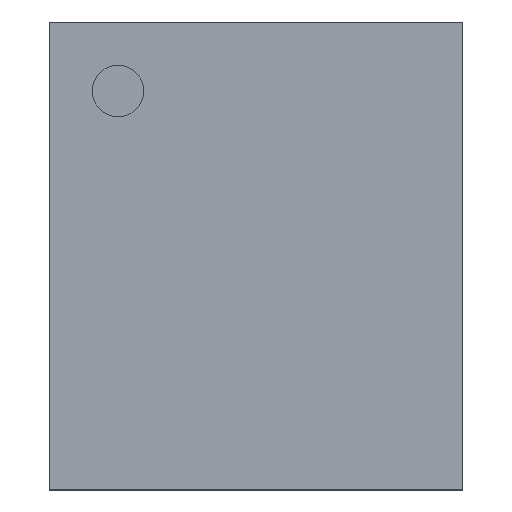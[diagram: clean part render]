
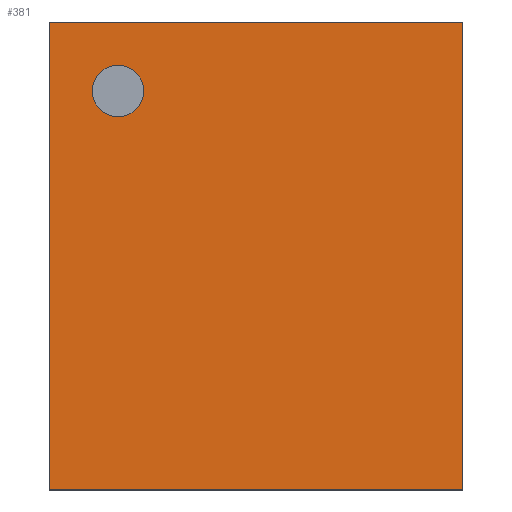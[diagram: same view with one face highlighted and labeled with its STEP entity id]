
A CAD part, top view. The second image highlights one B-rep face of the part: STEP entity #381.
In plain terms, the highlighted planar face has unit normal (0, 0, 1).
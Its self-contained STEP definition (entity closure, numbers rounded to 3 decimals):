
#157=DIRECTION('',(0.,-1.,0.));
#158=VECTOR('',#157,13.);
#159=CARTESIAN_POINT('',(0.,13.,0.8));
#160=LINE('',#159,#158);
#185=DIRECTION('',(0.,-1.,0.));
#186=VECTOR('',#185,13.);
#187=CARTESIAN_POINT('',(11.5,13.,0.8));
#188=LINE('',#187,#186);
#199=DIRECTION('',(-1.,0.,0.));
#200=VECTOR('',#199,11.5);
#201=CARTESIAN_POINT('',(11.5,13.,0.8));
#202=LINE('',#201,#200);
#206=DIRECTION('',(1.,0.,0.));
#207=VECTOR('',#206,11.5);
#208=CARTESIAN_POINT('',(0.,0.,0.8));
#209=LINE('',#208,#207);
#213=CARTESIAN_POINT('',(1.917,11.083,0.8));
#214=DIRECTION('',(0.,0.,-1.));
#215=DIRECTION('',(1.,0.,0.));
#216=AXIS2_PLACEMENT_3D('',#213,#214,#215);
#221=CARTESIAN_POINT('',(1.917,11.083,0.8));
#222=DIRECTION('',(0.,0.,-1.));
#223=DIRECTION('',(-1.,0.,0.));
#224=AXIS2_PLACEMENT_3D('',#221,#222,#223);
#280=CARTESIAN_POINT('',(0.,0.,0.8));
#282=VERTEX_POINT('',#280);
#286=CARTESIAN_POINT('',(0.,13.,0.8));
#287=VERTEX_POINT('',#286);
#290=CARTESIAN_POINT('',(11.5,0.,0.8));
#291=VERTEX_POINT('',#290);
#292=CARTESIAN_POINT('',(11.5,13.,0.8));
#293=VERTEX_POINT('',#292);
#297=CARTESIAN_POINT('',(1.198,11.083,0.8));
#299=VERTEX_POINT('',#297);
#300=CARTESIAN_POINT('',(2.635,11.083,0.8));
#301=VERTEX_POINT('',#300);
#363=CARTESIAN_POINT('',(0.,0.,0.8));
#364=DIRECTION('',(0.,0.,1.));
#365=DIRECTION('',(1.,0.,0.));
#366=AXIS2_PLACEMENT_3D('',#363,#364,#365);
#367=PLANE('',#366);
#368=ORIENTED_EDGE('',*,*,#315,.F.);
#370=ORIENTED_EDGE('',*,*,#369,.F.);
#371=ORIENTED_EDGE('',*,*,#355,.T.);
#372=ORIENTED_EDGE('',*,*,#328,.F.);
#373=EDGE_LOOP('',(#368,#370,#371,#372));
#374=FACE_OUTER_BOUND('',#373,.F.);
#376=ORIENTED_EDGE('',*,*,#375,.F.);
#378=ORIENTED_EDGE('',*,*,#377,.F.);
#379=EDGE_LOOP('',(#376,#378));
#380=FACE_BOUND('',#379,.F.);
#217=CIRCLE('',#216,0.719);
#225=CIRCLE('',#224,0.719);
#315=EDGE_CURVE('',#287,#282,#160,.T.);
#328=EDGE_CURVE('',#282,#291,#209,.T.);
#355=EDGE_CURVE('',#293,#291,#188,.T.);
#369=EDGE_CURVE('',#293,#287,#202,.T.);
#375=EDGE_CURVE('',#301,#299,#217,.T.);
#377=EDGE_CURVE('',#299,#301,#225,.T.);
#381=ADVANCED_FACE('',(#374,#380),#367,.T.);
